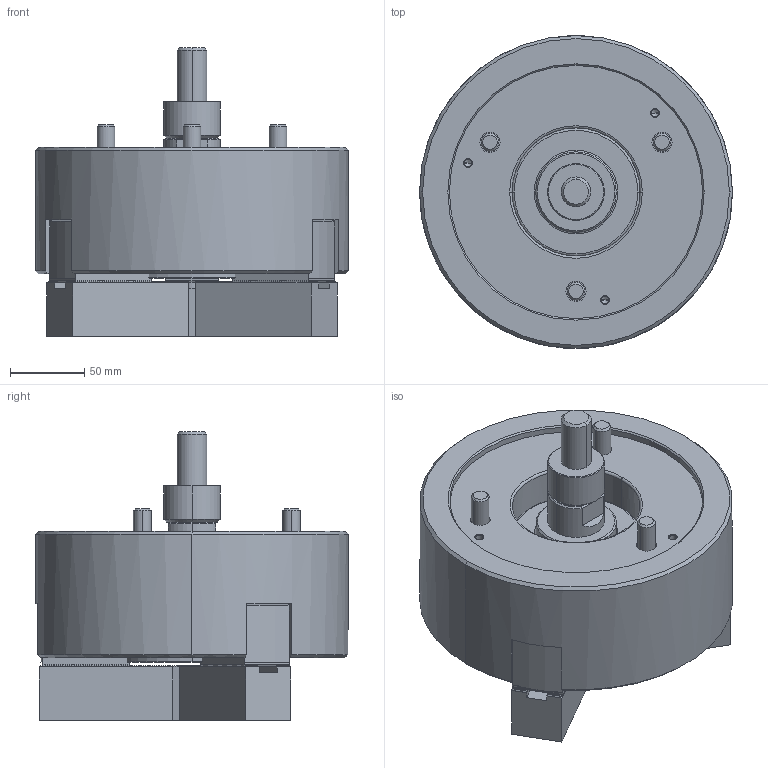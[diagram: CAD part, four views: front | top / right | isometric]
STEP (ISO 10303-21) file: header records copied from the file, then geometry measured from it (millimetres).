
FILE_DESCRIPTION (( 'STEP AP203' ), '1' );
FILE_NAME ('CF-3N-08.STEP', '2020-11-02T01:12:08', ( '' ), ( '' ), 'SwSTEP 2.0', 'SolidWorks 2016', '' );
FILE_SCHEMA (( 'CONFIG_CONTROL_DESIGN' ));
Length unit declared in the file: millimetre
Products named in the file (11): CF-3N-08-03000; CF-SJ-08; 圓頭內六角螺栓_M12x30; CF-3N-08-04000_視圖; CF-3P-08-06000; 圓頭內六角螺栓_M20x90; CF-3N-08-0100G; 圓頭內六角螺栓_M12x85; CF-3N-08-02000; CF-3N-08; CF-3N-08-02010
Assembly tree (21 placements, depth 2):
  CF-3N-08
    CF-3N-08-0100G
    CF-3N-08-02000  x3
    CF-3N-08-02010
    CF-3N-08-03000
    CF-SJ-08  x3
    圓頭內六角螺栓_M12x30  x6
    CF-3N-08-04000_視圖
    CF-3P-08-06000
    圓頭內六角螺栓_M20x90
    圓頭內六角螺栓_M12x85  x3
Bounding box: 210 x 210 x 194 mm (x, y, z)
Volume: 3102271.9 mm3; surface area: 362162.7 mm2
Topology: 21 solids, 21 shells, 2467 faces, 7058 edges, 4646 vertices
Faces by surface type: plane 1747, cylinder 617, cone 95, torus 8
Entity records: 30223 total; most frequent: CARTESIAN_POINT 5944, ORIENTED_EDGE 5056, DIRECTION 4421, EDGE_CURVE 2528, VECTOR 1941, LINE 1941, VERTEX_POINT 1663, AXIS2_PLACEMENT_3D 1240
